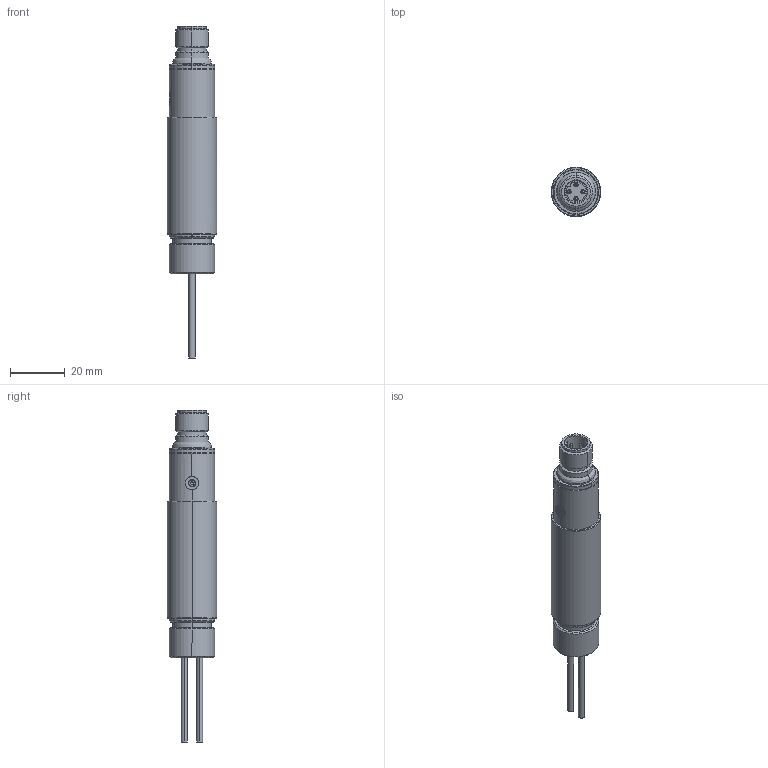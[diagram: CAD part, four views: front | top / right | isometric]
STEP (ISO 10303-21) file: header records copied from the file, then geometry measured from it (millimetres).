
FILE_DESCRIPTION (( 'STEP AP214' ), '1' );
FILE_NAME ('SSF-0N-0E.step', '2018-04-12T21:07:20', ( '' ), ( '' ), 'SwSTEP 2.0', 'SolidWorks 2017', '' );
FILE_SCHEMA (( 'AUTOMOTIVE_DESIGN' ));
Length unit declared in the file: inch
Products named in the file (1): SSF-0N-0E
Bounding box: 18 x 18 x 120.76 mm (x, y, z)
Volume: 19017.6 mm3; surface area: 7453.1 mm2
Topology: 10 solids, 10 shells, 178 faces, 387 edges, 237 vertices
Faces by surface type: cylinder 85, plane 43, cone 36, bspline 14
Entity records: 7601 total; most frequent: CARTESIAN_POINT 1178, DIRECTION 908, ORIENTED_EDGE 754, AXIS2_PLACEMENT_3D 385, EDGE_CURVE 377, VERTEX_POINT 237, CIRCLE 220, EDGE_LOOP 208
